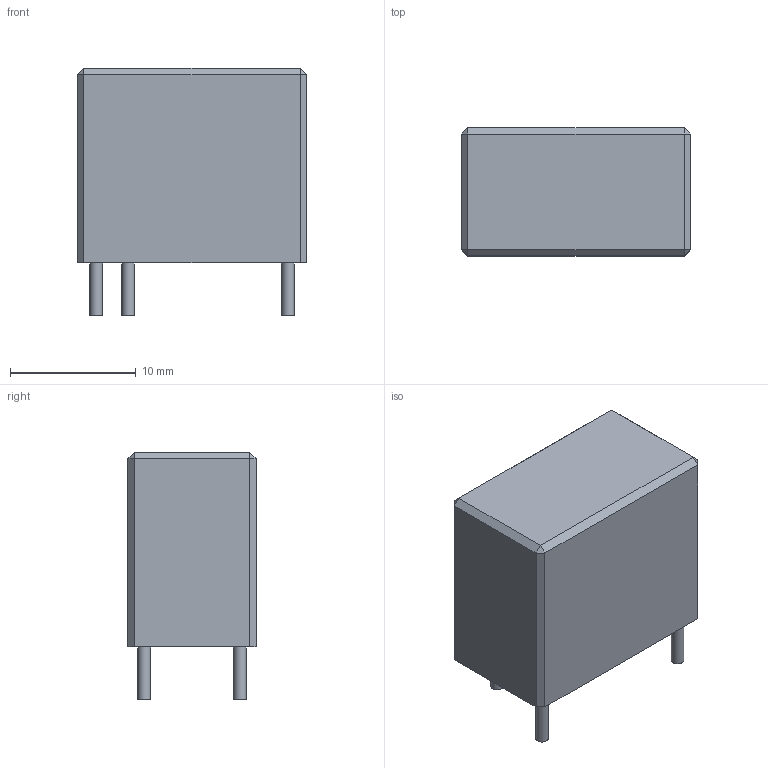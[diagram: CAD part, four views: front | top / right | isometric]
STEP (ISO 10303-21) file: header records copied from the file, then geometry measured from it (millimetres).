
FILE_DESCRIPTION(('FreeCAD Model'),'2;1');
FILE_NAME('RJ-SS-112DM.step', '2020-07-28T16:47:43',('Author'),(''), 'Open CASCADE STEP processor 7.3','FreeCAD','Unknown');
FILE_SCHEMA(('AUTOMOTIVE_DESIGN { 1 0 10303 214 1 1 1 1 }'));
Length unit declared in the file: millimetre
Products named in the file (1): Body
Bounding box: 18.2 x 10.2 x 19.7 mm (x, y, z)
Volume: 2876.1 mm3; surface area: 1268.8 mm2
Topology: 1 solids, 1 shells, 26 faces, 48 edges, 28 vertices
Faces by surface type: plane 22, cylinder 4
Full cylindrical faces by diameter (mm): 1 x4
Entity records: 1281 total; most frequent: CARTESIAN_POINT 223, DIRECTION 202, LINE 128, VECTOR 128, ORIENTED_EDGE 96, PCURVE 96, DEFINITIONAL_REPRESENTATION 96, EDGE_CURVE 48
